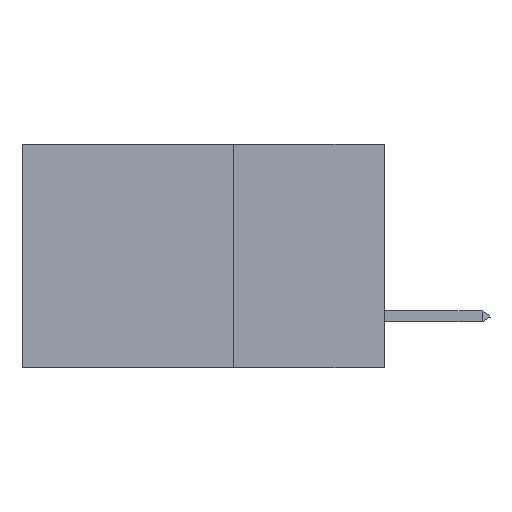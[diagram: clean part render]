
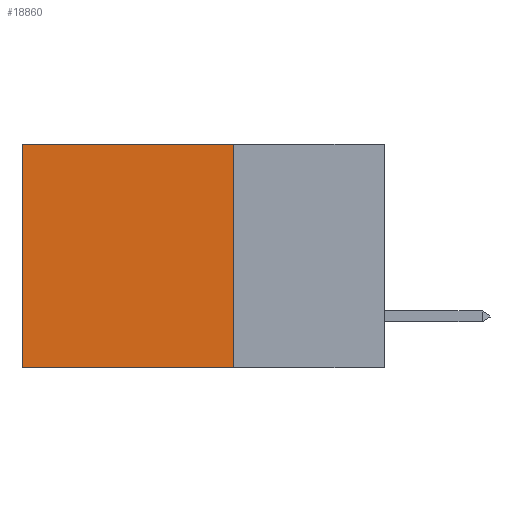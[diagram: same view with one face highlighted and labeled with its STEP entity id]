
A CAD part, left-side view. The second image highlights one B-rep face of the part: STEP entity #18860.
In plain terms, the highlighted planar face has unit normal (-1, 0, 0).
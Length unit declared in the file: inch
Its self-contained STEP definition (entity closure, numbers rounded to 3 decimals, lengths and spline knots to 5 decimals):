
#2001 = ORIENTED_EDGE ( 'NONE', *, *, #9942, .F. ) ;
#2084 = VERTEX_POINT ( 'NONE', #10487 ) ;
#3004 = VERTEX_POINT ( 'NONE', #17122 ) ;
#3221 = EDGE_CURVE ( 'NONE', #4383, #20433, #16525, .T. ) ;
#3421 = DIRECTION ( 'NONE',  ( 1., 0., 0. ) ) ;
#3718 = AXIS2_PLACEMENT_3D ( 'NONE', #20605, #3421, #12870 ) ;
#4332 = CARTESIAN_POINT ( 'NONE',  ( 0.2875, 0.25, 0. ) ) ;
#4383 = VERTEX_POINT ( 'NONE', #14731 ) ;
#5450 = VECTOR ( 'NONE', #12825, 39.37008 ) ;
#7013 = CARTESIAN_POINT ( 'NONE',  ( 0.2875, 0.6, -0.37 ) ) ;
#7024 = EDGE_LOOP ( 'NONE', ( #11431, #7231, #2001, #12356 ) ) ;
#7231 = ORIENTED_EDGE ( 'NONE', *, *, #3221, .F. ) ;
#7540 = DIRECTION ( 'NONE',  ( 0., 1., 0. ) ) ;
#7590 = VECTOR ( 'NONE', #9238, 39.37008 ) ;
#8886 = EDGE_CURVE ( 'NONE', #2084, #3004, #20078, .T. ) ;
#9238 = DIRECTION ( 'NONE',  ( 0., 1., 0. ) ) ;
#9696 = LINE ( 'NONE', #9723, #5450 ) ;
#9723 = CARTESIAN_POINT ( 'NONE',  ( 0.2875, 0.25, 0. ) ) ;
#9942 = EDGE_CURVE ( 'NONE', #2084, #4383, #9696, .T. ) ;
#10432 = VECTOR ( 'NONE', #16226, 39.37008 ) ;
#10436 = EDGE_CURVE ( 'NONE', #3004, #20433, #14862, .T. ) ;
#10487 = CARTESIAN_POINT ( 'NONE',  ( 0.2875, 0.25, 0. ) ) ;
#11431 = ORIENTED_EDGE ( 'NONE', *, *, #10436, .T. ) ;
#11721 = CARTESIAN_POINT ( 'NONE',  ( 0.2875, 0.6, 0. ) ) ;
#12356 = ORIENTED_EDGE ( 'NONE', *, *, #8886, .T. ) ;
#12825 = DIRECTION ( 'NONE',  ( 0., 0., -1. ) ) ;
#12870 = DIRECTION ( 'NONE',  ( 0., 0., -1. ) ) ;
#14731 = CARTESIAN_POINT ( 'NONE',  ( 0.2875, 0.25, -0.37 ) ) ;
#14862 = LINE ( 'NONE', #11721, #10432 ) ;
#16226 = DIRECTION ( 'NONE',  ( 0., 0., -1. ) ) ;
#16525 = LINE ( 'NONE', #18764, #7590 ) ;
#17122 = CARTESIAN_POINT ( 'NONE',  ( 0.2875, 0.6, 0. ) ) ;
#17676 = PLANE ( 'NONE',  #3718 ) ;
#18578 = VECTOR ( 'NONE', #7540, 39.37008 ) ;
#18764 = CARTESIAN_POINT ( 'NONE',  ( 0.2875, 0.25, -0.37 ) ) ;
#18860 = ADVANCED_FACE ( 'NONE', ( #19330 ), #17676, .F. ) ;
#19330 = FACE_OUTER_BOUND ( 'NONE', #7024, .T. ) ;
#20078 = LINE ( 'NONE', #4332, #18578 ) ;
#20433 = VERTEX_POINT ( 'NONE', #7013 ) ;
#20605 = CARTESIAN_POINT ( 'NONE',  ( 0.2875, 0.25, 0. ) ) ;
